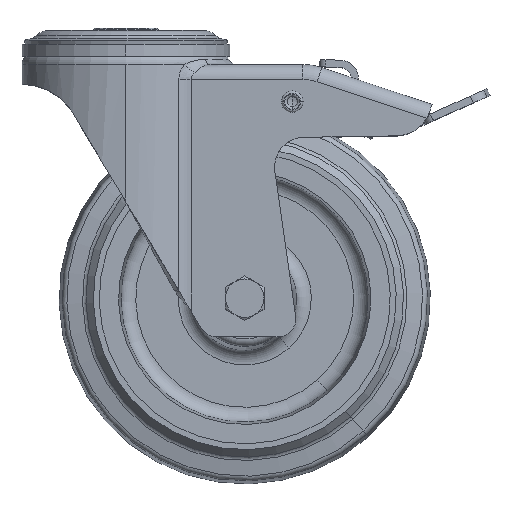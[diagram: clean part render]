
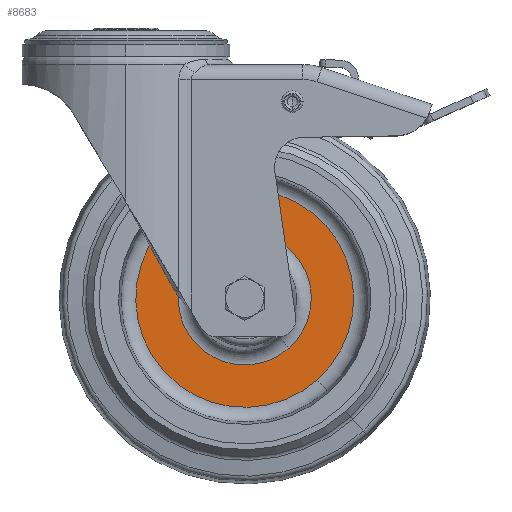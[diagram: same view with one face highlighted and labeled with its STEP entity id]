
A CAD part, top view. The second image highlights one B-rep face of the part: STEP entity #8683.
In plain terms, the highlighted planar face has unit normal (0, 0, 1).
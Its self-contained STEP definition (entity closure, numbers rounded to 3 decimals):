
#1229 = CARTESIAN_POINT ( 'NONE',  ( 64.431, -118.378, 4. ) ) ;
#1998 = VERTEX_POINT ( 'NONE', #16784 ) ;
#2818 = CARTESIAN_POINT ( 'NONE',  ( 25.073, -74.273, 4. ) ) ;
#3140 = DIRECTION ( 'NONE',  ( 0., 0., 1. ) ) ;
#3283 = CARTESIAN_POINT ( 'NONE',  ( 40., -91., 4. ) ) ;
#3373 = AXIS2_PLACEMENT_3D ( 'NONE', #27346, #22408, #12892 ) ;
#3596 = DIRECTION ( 'NONE',  ( 0.666, -0.746, 0. ) ) ;
#4235 = EDGE_LOOP ( 'NONE', ( #16409, #30105 ) ) ;
#4239 = CIRCLE ( 'NONE', #13605, 22.419 ) ;
#4455 = ORIENTED_EDGE ( 'NONE', *, *, #13360, .T. ) ;
#4756 = CIRCLE ( 'NONE', #8673, 36.694 ) ;
#5164 = CARTESIAN_POINT ( 'NONE',  ( 54.927, -107.727, 4. ) ) ;
#6229 = PLANE ( 'NONE',  #26510 ) ;
#6687 = DIRECTION ( 'NONE',  ( 0.666, -0.746, 0. ) ) ;
#7830 = ORIENTED_EDGE ( 'NONE', *, *, #24243, .T. ) ;
#8673 = AXIS2_PLACEMENT_3D ( 'NONE', #3283, #3140, #3596 ) ;
#8683 = ADVANCED_FACE ( 'NONE', ( #13167, #15519 ), #6229, .F. ) ;
#11639 = DIRECTION ( 'NONE',  ( 0., 0., -1. ) ) ;
#12892 = DIRECTION ( 'NONE',  ( 0.666, -0.746, 0. ) ) ;
#13167 = FACE_OUTER_BOUND ( 'NONE', #21315, .T. ) ;
#13172 = EDGE_CURVE ( 'NONE', #19520, #28122, #4239, .T. ) ;
#13360 = EDGE_CURVE ( 'NONE', #1998, #16577, #4756, .T. ) ;
#13479 = CARTESIAN_POINT ( 'NONE',  ( 26.691, -102.876, 4. ) ) ;
#13605 = AXIS2_PLACEMENT_3D ( 'NONE', #18656, #11639, #6687 ) ;
#14764 = CIRCLE ( 'NONE', #3373, 36.694 ) ;
#15519 = FACE_BOUND ( 'NONE', #4235, .T. ) ;
#16409 = ORIENTED_EDGE ( 'NONE', *, *, #28918, .T. ) ;
#16577 = VERTEX_POINT ( 'NONE', #1229 ) ;
#16784 = CARTESIAN_POINT ( 'NONE',  ( 15.569, -63.622, 4. ) ) ;
#18187 = DIRECTION ( 'NONE',  ( 0.666, -0.746, 0. ) ) ;
#18656 = CARTESIAN_POINT ( 'NONE',  ( 40., -91., 4. ) ) ;
#19520 = VERTEX_POINT ( 'NONE', #2818 ) ;
#21315 = EDGE_LOOP ( 'NONE', ( #7830, #4455 ) ) ;
#22340 = CIRCLE ( 'NONE', #28779, 22.419 ) ;
#22408 = DIRECTION ( 'NONE',  ( 0., 0., 1. ) ) ;
#23110 = DIRECTION ( 'NONE',  ( 0., 0., -1. ) ) ;
#24243 = EDGE_CURVE ( 'NONE', #16577, #1998, #14764, .T. ) ;
#26510 = AXIS2_PLACEMENT_3D ( 'NONE', #13479, #29937, #18187 ) ;
#27346 = CARTESIAN_POINT ( 'NONE',  ( 40., -91., 4. ) ) ;
#27602 = CARTESIAN_POINT ( 'NONE',  ( 40., -91., 4. ) ) ;
#28122 = VERTEX_POINT ( 'NONE', #5164 ) ;
#28779 = AXIS2_PLACEMENT_3D ( 'NONE', #27602, #23110, #29772 ) ;
#28918 = EDGE_CURVE ( 'NONE', #28122, #19520, #22340, .T. ) ;
#29772 = DIRECTION ( 'NONE',  ( 0.666, -0.746, 0. ) ) ;
#29937 = DIRECTION ( 'NONE',  ( 0., 0., -1. ) ) ;
#30105 = ORIENTED_EDGE ( 'NONE', *, *, #13172, .T. ) ;
